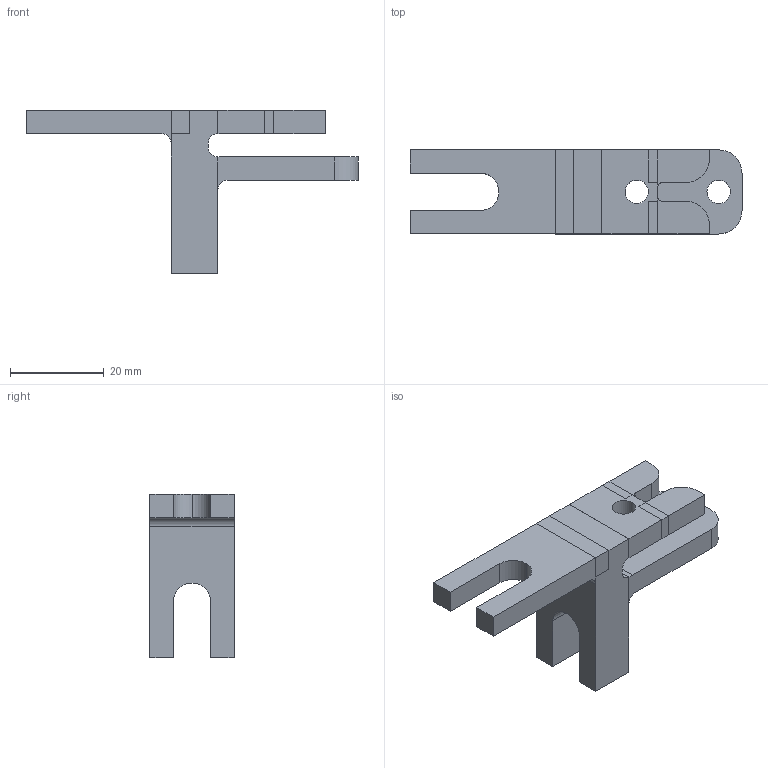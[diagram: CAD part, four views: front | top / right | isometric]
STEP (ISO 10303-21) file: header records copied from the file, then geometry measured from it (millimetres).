
FILE_DESCRIPTION(('FreeCAD Model'),'2;1');
FILE_NAME('Fixing_DosingUnit_2013_12.step','2013-12-11T00:24:27',('FreeCAD'),('FreeCAD'), 'Open CASCADE STEP processor 6.3','FreeCAD','Unknown');
FILE_SCHEMA(('AUTOMOTIVE_DESIGN_CC2 { 1 2 10303 214 -1 1 5 4 }'));
Length unit declared in the file: millimetre
Products named in the file (1): Fillet009
Bounding box: 71 x 18 x 35 mm (x, y, z)
Volume: 11178.9 mm3; surface area: 6156.9 mm2
Topology: 1 solids, 1 shells, 72 faces, 192 edges, 122 vertices
Faces by surface type: plane 56, cylinder 16
Full cylindrical faces by diameter (mm): 5 x3
Entity records: 4775 total; most frequent: CARTESIAN_POINT 843, DIRECTION 748, LINE 500, VECTOR 500, ORIENTED_EDGE 384, PCURVE 384, DEFINITIONAL_REPRESENTATION 384, EDGE_CURVE 192
